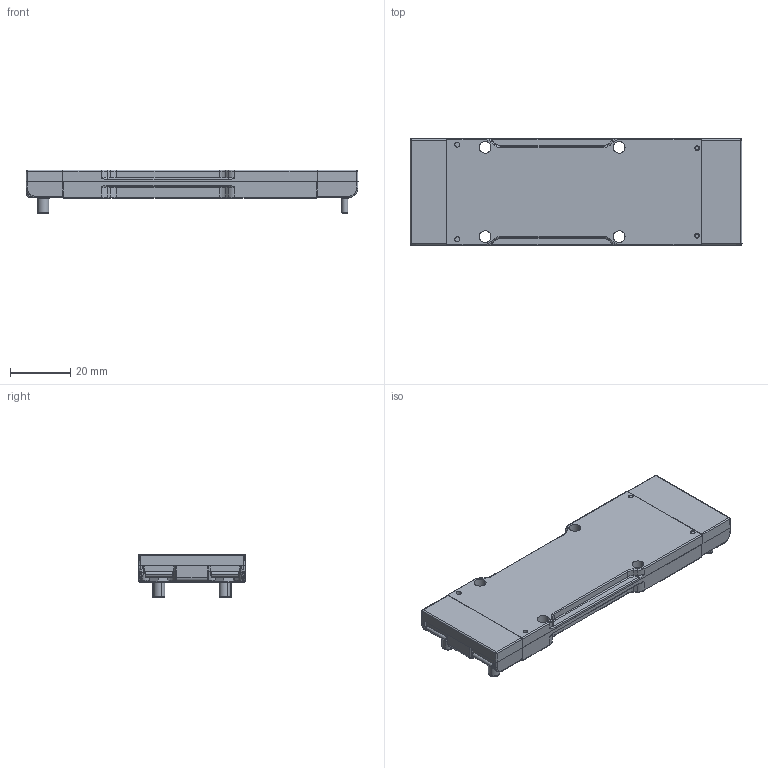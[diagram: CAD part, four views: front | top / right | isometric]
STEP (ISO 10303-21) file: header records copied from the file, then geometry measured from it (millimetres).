
FILE_DESCRIPTION (( 'STEP AP214' ), '1' );
FILE_NAME ('VIA_4414_longpin_without_comm.STEP', '2020-11-17T18:05:54', ( '' ), ( '' ), 'SwSTEP 2.0', 'SolidWorks 2017', '' );
FILE_SCHEMA (( 'AUTOMOTIVE_DESIGN' ));
Length unit declared in the file: millimetre
Products named in the file (1): VIA_4414_longpin_without_comm
Bounding box: 110.55 x 35.54 x 14.61 mm (x, y, z)
Volume: 33629.3 mm3; surface area: 24183.5 mm2
Topology: 36 solids, 42 shells, 1564 faces, 3993 edges, 2525 vertices
Faces by surface type: cylinder 634, plane 439, cone 294, bspline 181, torus 16
Entity records: 107603 total; most frequent: CARTESIAN_POINT 54639, ORIENTED_EDGE 7986, DIRECTION 6704, EDGE_CURVE 3993, VERTEX_POINT 2525, AXIS2_PLACEMENT_3D 2488, LINE 1728, VECTOR 1728
